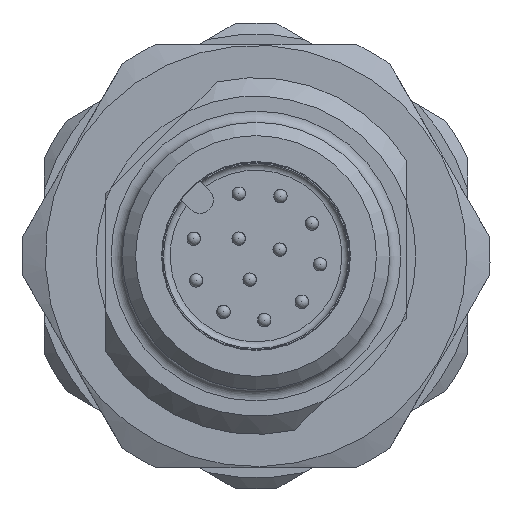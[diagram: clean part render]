
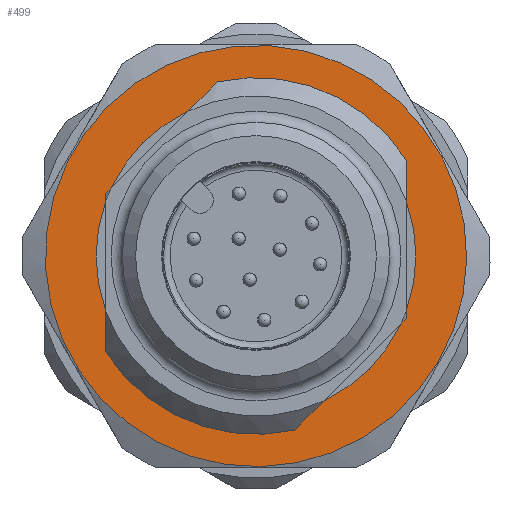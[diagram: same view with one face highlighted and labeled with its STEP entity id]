
A CAD part, front view. The second image highlights one B-rep face of the part: STEP entity #499.
In plain terms, the highlighted planar face has unit normal (0, -1, 0).
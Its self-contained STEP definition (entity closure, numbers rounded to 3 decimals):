
#83=FACE_BOUND('',#925,.T.);
#84=FACE_BOUND('',#926,.T.);
#409=PLANE('',#3304);
#499=ADVANCED_FACE('',(#83,#84),#409,.T.);
#925=EDGE_LOOP('',(#1625));
#926=EDGE_LOOP('',(#1626,#1627,#1628,#1629,#1630,#1631,#1632,#1633,#1634,
#1635,#1636,#1637,#1638,#1639));
#1274=LINE('',#4806,#1400);
#1276=LINE('',#4809,#1402);
#1282=LINE('',#4825,#1408);
#1283=LINE('',#4826,#1409);
#1289=LINE('',#4842,#1415);
#1291=LINE('',#4845,#1417);
#1296=LINE('',#4859,#1422);
#1297=LINE('',#4860,#1423);
#1400=VECTOR('',#3782,1.);
#1402=VECTOR('',#3784,1.);
#1408=VECTOR('',#3792,1.);
#1409=VECTOR('',#3793,1.);
#1415=VECTOR('',#3801,1.);
#1417=VECTOR('',#3803,1.);
#1422=VECTOR('',#3810,1.);
#1423=VECTOR('',#3811,1.);
#1625=ORIENTED_EDGE('',*,*,#2709,.F.);
#1626=ORIENTED_EDGE('',*,*,#2710,.F.);
#1627=ORIENTED_EDGE('',*,*,#2682,.T.);
#1628=ORIENTED_EDGE('',*,*,#2689,.T.);
#1629=ORIENTED_EDGE('',*,*,#2711,.F.);
#1630=ORIENTED_EDGE('',*,*,#2690,.T.);
#1631=ORIENTED_EDGE('',*,*,#2647,.F.);
#1632=ORIENTED_EDGE('',*,*,#2705,.F.);
#1633=ORIENTED_EDGE('',*,*,#2712,.F.);
#1634=ORIENTED_EDGE('',*,*,#2706,.F.);
#1635=ORIENTED_EDGE('',*,*,#2697,.F.);
#1636=ORIENTED_EDGE('',*,*,#2713,.F.);
#1637=ORIENTED_EDGE('',*,*,#2699,.F.);
#1638=ORIENTED_EDGE('',*,*,#2669,.F.);
#1639=ORIENTED_EDGE('',*,*,#2680,.T.);
#2332=VERTEX_POINT('',#4706);
#2334=VERTEX_POINT('',#4709);
#2349=VERTEX_POINT('',#4775);
#2350=VERTEX_POINT('',#4777);
#2358=VERTEX_POINT('',#4805);
#2359=VERTEX_POINT('',#4808);
#2360=VERTEX_POINT('',#4810);
#2364=VERTEX_POINT('',#4824);
#2365=VERTEX_POINT('',#4827);
#2369=VERTEX_POINT('',#4841);
#2370=VERTEX_POINT('',#4843);
#2371=VERTEX_POINT('',#4846);
#2374=VERTEX_POINT('',#4858);
#2375=VERTEX_POINT('',#4861);
#2377=VERTEX_POINT('',#4867);
#2647=EDGE_CURVE('',#2332,#2334,#3043,.T.);
#2669=EDGE_CURVE('',#2349,#2350,#3051,.T.);
#2680=EDGE_CURVE('',#2349,#2358,#1274,.T.);
#2682=EDGE_CURVE('',#2360,#2359,#1276,.T.);
#2689=EDGE_CURVE('',#2359,#2364,#1282,.T.);
#2690=EDGE_CURVE('',#2365,#2334,#1283,.T.);
#2697=EDGE_CURVE('',#2369,#2370,#1289,.T.);
#2699=EDGE_CURVE('',#2350,#2371,#1291,.T.);
#2705=EDGE_CURVE('',#2374,#2332,#1296,.T.);
#2706=EDGE_CURVE('',#2370,#2375,#1297,.T.);
#2709=EDGE_CURVE('',#2377,#2377,#3058,.T.);
#2710=EDGE_CURVE('',#2360,#2358,#3059,.T.);
#2711=EDGE_CURVE('',#2365,#2364,#3060,.T.);
#2712=EDGE_CURVE('',#2375,#2374,#3061,.T.);
#2713=EDGE_CURVE('',#2371,#2369,#3062,.T.);
#3043=CIRCLE('',#3267,8.);
#3051=CIRCLE('',#3281,8.);
#3058=CIRCLE('',#3299,9.45);
#3059=CIRCLE('',#3300,7.172);
#3060=CIRCLE('',#3301,7.172);
#3061=CIRCLE('',#3302,7.172);
#3062=CIRCLE('',#3303,7.172);
#3267=AXIS2_PLACEMENT_3D('',#4708,#3717,#3718);
#3281=AXIS2_PLACEMENT_3D('',#4776,#3751,#3752);
#3299=AXIS2_PLACEMENT_3D('',#4866,#3816,#3817);
#3300=AXIS2_PLACEMENT_3D('',#4868,#3818,#3819);
#3301=AXIS2_PLACEMENT_3D('',#4869,#3820,#3821);
#3302=AXIS2_PLACEMENT_3D('',#4870,#3822,#3823);
#3303=AXIS2_PLACEMENT_3D('',#4871,#3824,#3825);
#3304=AXIS2_PLACEMENT_3D('',#4872,#3826,#3827);
#3717=DIRECTION('',(0.,-1.,0.));
#3718=DIRECTION('',(0.,0.,1.));
#3751=DIRECTION('',(0.,-1.,0.));
#3752=DIRECTION('',(0.,0.,1.));
#3782=DIRECTION('',(0.,0.,-1.));
#3784=DIRECTION('',(0.,0.,-1.));
#3792=DIRECTION('',(-0.707,0.,-0.707));
#3793=DIRECTION('',(-0.707,0.,-0.707));
#3801=DIRECTION('',(-0.707,0.,-0.707));
#3803=DIRECTION('',(-0.707,0.,-0.707));
#3810=DIRECTION('',(0.,0.,-1.));
#3811=DIRECTION('',(0.,0.,-1.));
#3816=DIRECTION('',(0.,1.,0.));
#3817=DIRECTION('',(0.866,0.,-0.5));
#3818=DIRECTION('',(0.,-1.,0.));
#3819=DIRECTION('',(-0.866,0.,0.5));
#3820=DIRECTION('',(0.,-1.,0.));
#3821=DIRECTION('',(-0.866,0.,0.5));
#3822=DIRECTION('',(0.,-1.,0.));
#3823=DIRECTION('',(-0.866,0.,0.5));
#3824=DIRECTION('',(0.,-1.,0.));
#3825=DIRECTION('',(-0.866,0.,0.5));
#3826=DIRECTION('',(0.,-1.,0.));
#3827=DIRECTION('',(0.866,0.,-0.5));
#4706=CARTESIAN_POINT('',(12.5,-6.25,-4.294));
#4708=CARTESIAN_POINT('',(19.25,-6.25,0.));
#4709=CARTESIAN_POINT('',(20.987,-6.25,-7.809));
#4775=CARTESIAN_POINT('',(26.,-6.25,4.294));
#4776=CARTESIAN_POINT('',(19.25,-6.25,0.));
#4777=CARTESIAN_POINT('',(17.513,-6.25,7.809));
#4805=CARTESIAN_POINT('',(26.,-6.25,2.424));
#4806=CARTESIAN_POINT('',(26.,-6.25,5.744));
#4808=CARTESIAN_POINT('',(26.,-6.25,-2.796));
#4809=CARTESIAN_POINT('',(26.,-6.25,5.744));
#4810=CARTESIAN_POINT('',(26.,-6.25,-2.424));
#4824=CARTESIAN_POINT('',(25.737,-6.25,-3.059));
#4825=CARTESIAN_POINT('',(26.,-6.25,-2.796));
#4826=CARTESIAN_POINT('',(26.,-6.25,-2.796));
#4827=CARTESIAN_POINT('',(22.309,-6.25,-6.487));
#4841=CARTESIAN_POINT('',(12.763,-6.25,3.059));
#4842=CARTESIAN_POINT('',(18.539,-6.25,8.835));
#4843=CARTESIAN_POINT('',(12.5,-6.25,2.796));
#4845=CARTESIAN_POINT('',(18.539,-6.25,8.835));
#4846=CARTESIAN_POINT('',(16.191,-6.25,6.487));
#4858=CARTESIAN_POINT('',(12.5,-6.25,-2.424));
#4859=CARTESIAN_POINT('',(12.5,-6.25,2.796));
#4860=CARTESIAN_POINT('',(12.5,-6.25,2.796));
#4861=CARTESIAN_POINT('',(12.5,-6.25,2.424));
#4866=CARTESIAN_POINT('',(19.25,-6.25,0.));
#4867=CARTESIAN_POINT('',(27.434,-6.25,-4.725));
#4868=CARTESIAN_POINT('',(19.25,-6.25,0.));
#4869=CARTESIAN_POINT('',(19.25,-6.25,0.));
#4870=CARTESIAN_POINT('',(19.25,-6.25,0.));
#4871=CARTESIAN_POINT('',(19.25,-6.25,0.));
#4872=CARTESIAN_POINT('',(19.25,-6.25,0.));
